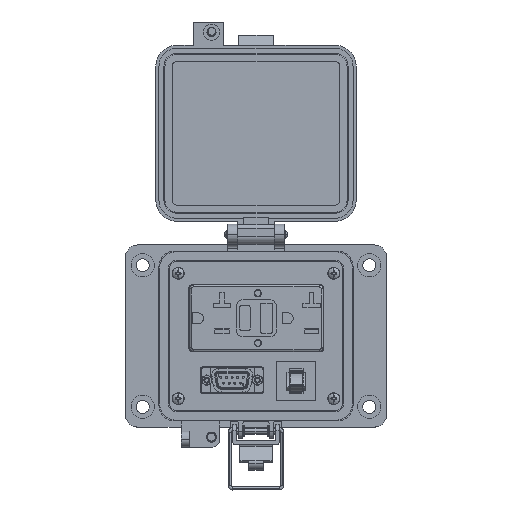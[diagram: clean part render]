
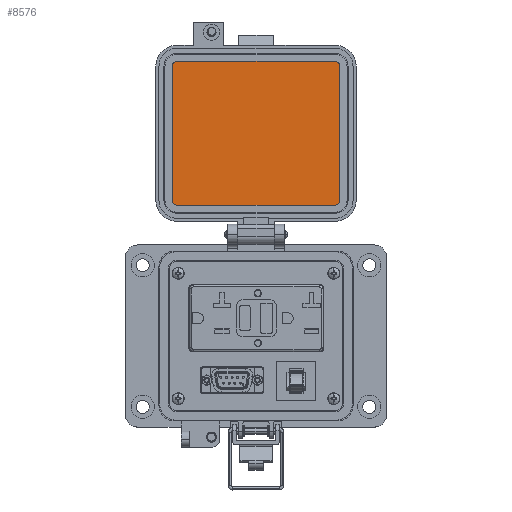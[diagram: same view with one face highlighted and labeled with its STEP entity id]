
A CAD part, top view. The second image highlights one B-rep face of the part: STEP entity #8576.
In plain terms, the highlighted planar face has unit normal (0, 0, 1).
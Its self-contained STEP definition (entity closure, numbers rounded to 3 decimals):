
#299 = DIRECTION ( 'NONE',  ( 0., 0., -1. ) ) ;
#1636 = CARTESIAN_POINT ( 'NONE',  ( -44.769, 126.389, 19.202 ) ) ;
#3119 = CARTESIAN_POINT ( 'NONE',  ( 35.912, 57.705, 19.202 ) ) ;
#4387 = CIRCLE ( 'NONE', #98110, 2.299 ) ;
#5968 = AXIS2_PLACEMENT_3D ( 'NONE', #50143, #49632, #96870 ) ;
#8576 = ADVANCED_FACE ( 'NONE', ( #36576 ), #19823, .T. ) ;
#9349 = ORIENTED_EDGE ( 'NONE', *, *, #96077, .F. ) ;
#11964 = VECTOR ( 'NONE', #59266, 1000. ) ;
#14489 = VERTEX_POINT ( 'NONE', #63075 ) ;
#15526 = ORIENTED_EDGE ( 'NONE', *, *, #70628, .F. ) ;
#16018 = DIRECTION ( 'NONE',  ( 0., -1., 0. ) ) ;
#16860 = CARTESIAN_POINT ( 'NONE',  ( 38.212, 93.196, 19.202 ) ) ;
#17881 = LINE ( 'NONE', #16860, #31672 ) ;
#18465 = EDGE_CURVE ( 'NONE', #38981, #14489, #27697, .T. ) ;
#19823 = PLANE ( 'NONE',  #23531 ) ;
#20328 = CARTESIAN_POINT ( 'NONE',  ( 39.871, 130.108, 19.202 ) ) ;
#23531 = AXIS2_PLACEMENT_3D ( 'NONE', #20328, #66496, #35537 ) ;
#25945 = EDGE_CURVE ( 'NONE', #86474, #58124, #99010, .T. ) ;
#26694 = EDGE_LOOP ( 'NONE', ( #39653, #9349, #55872, #100662, #71748, #91545, #68971, #15526 ) ) ;
#27279 = CARTESIAN_POINT ( 'NONE',  ( -42.469, 57.705, 19.202 ) ) ;
#27697 = CIRCLE ( 'NONE', #5968, 2.299 ) ;
#31498 = EDGE_CURVE ( 'NONE', #53195, #61344, #46596, .T. ) ;
#31672 = VECTOR ( 'NONE', #66090, 1000. ) ;
#32540 = CARTESIAN_POINT ( 'NONE',  ( -44.769, 93.196, 19.202 ) ) ;
#34825 = CARTESIAN_POINT ( 'NONE',  ( 38.212, 60.004, 19.202 ) ) ;
#35537 = DIRECTION ( 'NONE',  ( -1., 0., 0. ) ) ;
#36576 = FACE_OUTER_BOUND ( 'NONE', #26694, .T. ) ;
#37512 = VECTOR ( 'NONE', #78059, 1000. ) ;
#38981 = VERTEX_POINT ( 'NONE', #27279 ) ;
#39653 = ORIENTED_EDGE ( 'NONE', *, *, #25945, .F. ) ;
#41377 = DIRECTION ( 'NONE',  ( 0., 0., -1. ) ) ;
#44409 = EDGE_CURVE ( 'NONE', #61344, #83127, #4387, .T. ) ;
#46596 = LINE ( 'NONE', #102688, #37512 ) ;
#49632 = DIRECTION ( 'NONE',  ( 0., 0., -1. ) ) ;
#50143 = CARTESIAN_POINT ( 'NONE',  ( -42.469, 60.004, 19.202 ) ) ;
#51362 = CARTESIAN_POINT ( 'NONE',  ( -42.469, 128.688, 19.202 ) ) ;
#52403 = LINE ( 'NONE', #99654, #11964 ) ;
#53195 = VERTEX_POINT ( 'NONE', #51362 ) ;
#55872 = ORIENTED_EDGE ( 'NONE', *, *, #44409, .F. ) ;
#58124 = VERTEX_POINT ( 'NONE', #3119 ) ;
#58596 = VECTOR ( 'NONE', #66072, 1000. ) ;
#59266 = DIRECTION ( 'NONE',  ( -1., 0., 0. ) ) ;
#61344 = VERTEX_POINT ( 'NONE', #66809 ) ;
#63075 = CARTESIAN_POINT ( 'NONE',  ( -44.769, 60.004, 19.202 ) ) ;
#63718 = CARTESIAN_POINT ( 'NONE',  ( 35.912, 60.004, 19.202 ) ) ;
#66072 = DIRECTION ( 'NONE',  ( 0., 1., 0. ) ) ;
#66090 = DIRECTION ( 'NONE',  ( 0., -1., 0. ) ) ;
#66305 = CARTESIAN_POINT ( 'NONE',  ( 35.912, 126.389, 19.202 ) ) ;
#66496 = DIRECTION ( 'NONE',  ( 0., 0., 1. ) ) ;
#66500 = CARTESIAN_POINT ( 'NONE',  ( -42.469, 126.389, 19.202 ) ) ;
#66809 = CARTESIAN_POINT ( 'NONE',  ( 35.912, 128.688, 19.202 ) ) ;
#68971 = ORIENTED_EDGE ( 'NONE', *, *, #18465, .F. ) ;
#69391 = EDGE_CURVE ( 'NONE', #14489, #80046, #96567, .T. ) ;
#70628 = EDGE_CURVE ( 'NONE', #58124, #38981, #52403, .T. ) ;
#70846 = CARTESIAN_POINT ( 'NONE',  ( 38.212, 126.389, 19.202 ) ) ;
#71748 = ORIENTED_EDGE ( 'NONE', *, *, #98471, .F. ) ;
#73349 = DIRECTION ( 'NONE',  ( 0., -1., 0. ) ) ;
#75729 = DIRECTION ( 'NONE',  ( 1., 0., 0. ) ) ;
#78059 = DIRECTION ( 'NONE',  ( 1., 0., 0. ) ) ;
#80046 = VERTEX_POINT ( 'NONE', #1636 ) ;
#83127 = VERTEX_POINT ( 'NONE', #70846 ) ;
#85636 = CIRCLE ( 'NONE', #97315, 2.299 ) ;
#86474 = VERTEX_POINT ( 'NONE', #34825 ) ;
#87341 = AXIS2_PLACEMENT_3D ( 'NONE', #63718, #299, #16018 ) ;
#91545 = ORIENTED_EDGE ( 'NONE', *, *, #69391, .F. ) ;
#96077 = EDGE_CURVE ( 'NONE', #83127, #86474, #17881, .T. ) ;
#96567 = LINE ( 'NONE', #32540, #58596 ) ;
#96870 = DIRECTION ( 'NONE',  ( 1., 0., 0. ) ) ;
#97315 = AXIS2_PLACEMENT_3D ( 'NONE', #66500, #41377, #73349 ) ;
#97798 = DIRECTION ( 'NONE',  ( 0., 0., -1. ) ) ;
#98110 = AXIS2_PLACEMENT_3D ( 'NONE', #66305, #97798, #75729 ) ;
#98471 = EDGE_CURVE ( 'NONE', #80046, #53195, #85636, .T. ) ;
#99010 = CIRCLE ( 'NONE', #87341, 2.299 ) ;
#99654 = CARTESIAN_POINT ( 'NONE',  ( -3.279, 57.705, 19.202 ) ) ;
#100662 = ORIENTED_EDGE ( 'NONE', *, *, #31498, .F. ) ;
#102688 = CARTESIAN_POINT ( 'NONE',  ( -3.279, 128.688, 19.202 ) ) ;
